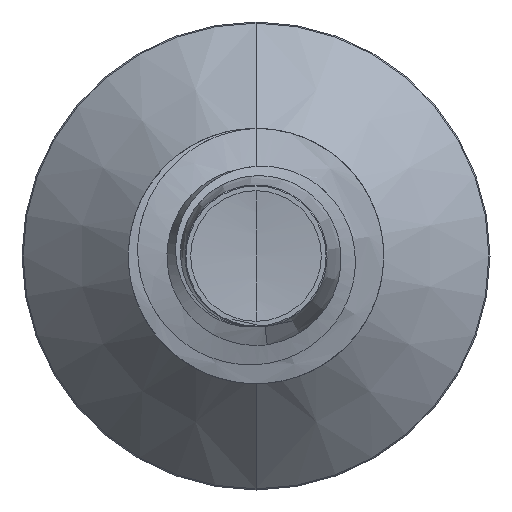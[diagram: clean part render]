
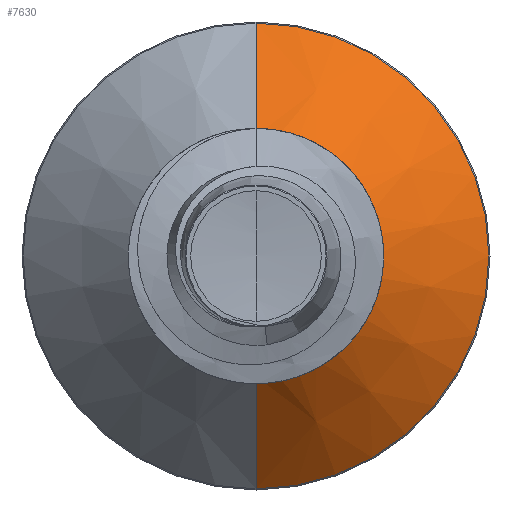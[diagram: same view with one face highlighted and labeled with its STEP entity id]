
A CAD part, front view. The second image highlights one B-rep face of the part: STEP entity #7630.
In plain terms, the highlighted conical face has half-angle 45 degrees and reference radius 1.414 mm.
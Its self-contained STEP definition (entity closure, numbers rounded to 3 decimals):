
#933 = VERTEX_POINT ( 'NONE', #13713 ) ;
#949 = EDGE_CURVE ( 'NONE', #8400, #11676, #12559, .T. ) ;
#3157 = AXIS2_PLACEMENT_3D ( 'NONE', #15320, #15303, #15295 ) ;
#3238 = CONICAL_SURFACE ( 'NONE', #12858, 1.414, 0.785 ) ;
#3565 = CARTESIAN_POINT ( 'NONE',  ( 0., 10.614, -1.414 ) ) ;
#3835 = DIRECTION ( 'NONE',  ( 0., 0.707, -0.707 ) ) ;
#4067 = DIRECTION ( 'NONE',  ( 0., 1., 0. ) ) ;
#4111 = CARTESIAN_POINT ( 'NONE',  ( 0., 10.614, 0. ) ) ;
#4199 = DIRECTION ( 'NONE',  ( 0., 0., 1. ) ) ;
#4767 = CARTESIAN_POINT ( 'NONE',  ( 0., 10.614, -1.414 ) ) ;
#5708 = ORIENTED_EDGE ( 'NONE', *, *, #949, .T. ) ;
#7630 = ADVANCED_FACE ( 'NONE', ( #8547 ), #3238, .T. ) ;
#8400 = VERTEX_POINT ( 'NONE', #17240 ) ;
#8547 = FACE_OUTER_BOUND ( 'NONE', #14642, .T. ) ;
#8775 = EDGE_CURVE ( 'NONE', #10592, #933, #14756, .T. ) ;
#10098 = EDGE_CURVE ( 'NONE', #8400, #10592, #11768, .T. ) ;
#10132 = ORIENTED_EDGE ( 'NONE', *, *, #8775, .F. ) ;
#10592 = VERTEX_POINT ( 'NONE', #11015 ) ;
#11015 = CARTESIAN_POINT ( 'NONE',  ( 0., 11.937, 2.737 ) ) ;
#11170 = VECTOR ( 'NONE', #3835, 1000. ) ;
#11676 = VERTEX_POINT ( 'NONE', #4767 ) ;
#11755 = DIRECTION ( 'NONE',  ( 0., 0.707, 0.707 ) ) ;
#11768 = LINE ( 'NONE', #12567, #16589 ) ;
#12309 = EDGE_CURVE ( 'NONE', #11676, #933, #16714, .T. ) ;
#12559 = CIRCLE ( 'NONE', #17010, 1.414 ) ;
#12567 = CARTESIAN_POINT ( 'NONE',  ( 0., 10.614, 1.414 ) ) ;
#12858 = AXIS2_PLACEMENT_3D ( 'NONE', #4111, #4067, #4199 ) ;
#13604 = CARTESIAN_POINT ( 'NONE',  ( 0., 10.614, 0. ) ) ;
#13640 = DIRECTION ( 'NONE',  ( 0., 0., 1. ) ) ;
#13659 = DIRECTION ( 'NONE',  ( 0., 1., 0. ) ) ;
#13713 = CARTESIAN_POINT ( 'NONE',  ( 0., 11.937, -2.737 ) ) ;
#14642 = EDGE_LOOP ( 'NONE', ( #5708, #17589, #10132, #16905 ) ) ;
#14756 = CIRCLE ( 'NONE', #3157, 2.737 ) ;
#15295 = DIRECTION ( 'NONE',  ( 0., 0., 1. ) ) ;
#15303 = DIRECTION ( 'NONE',  ( 0., 1., 0. ) ) ;
#15320 = CARTESIAN_POINT ( 'NONE',  ( 0., 11.937, 0. ) ) ;
#16589 = VECTOR ( 'NONE', #11755, 1000. ) ;
#16714 = LINE ( 'NONE', #3565, #11170 ) ;
#16905 = ORIENTED_EDGE ( 'NONE', *, *, #10098, .F. ) ;
#17010 = AXIS2_PLACEMENT_3D ( 'NONE', #13604, #13659, #13640 ) ;
#17240 = CARTESIAN_POINT ( 'NONE',  ( 0., 10.614, 1.414 ) ) ;
#17589 = ORIENTED_EDGE ( 'NONE', *, *, #12309, .T. ) ;
